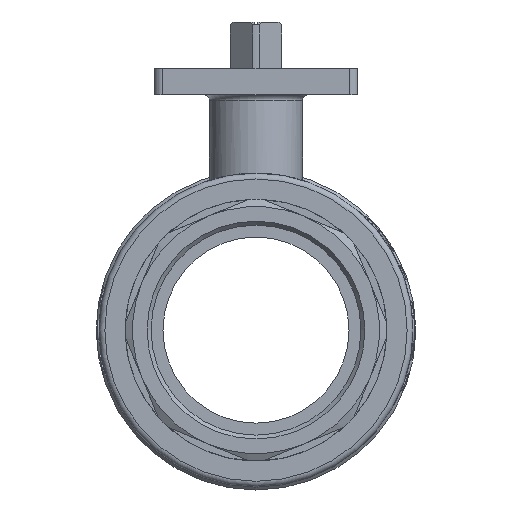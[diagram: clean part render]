
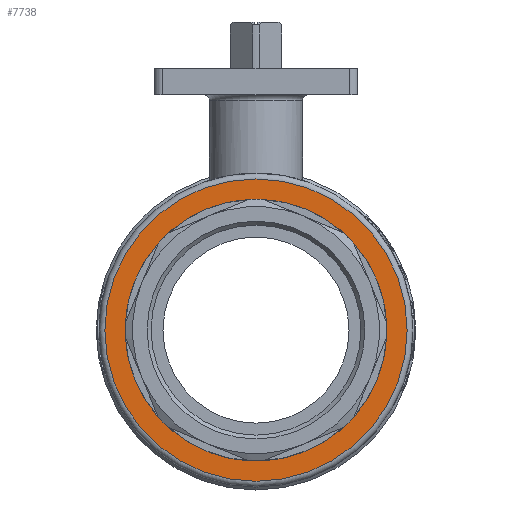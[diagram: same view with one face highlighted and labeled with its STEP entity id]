
A CAD part, left-side view. The second image highlights one B-rep face of the part: STEP entity #7738.
In plain terms, the highlighted planar face has unit normal (-1, 0, 0).
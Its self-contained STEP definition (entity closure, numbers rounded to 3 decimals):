
#1058=PLANE('',#8275);
#1642=ORIENTED_EDGE('',*,*,#3087,.F.);
#1643=ORIENTED_EDGE('',*,*,#3085,.F.);
#3085=EDGE_CURVE('',#3826,#3826,#4194,.T.);
#3087=EDGE_CURVE('',#3828,#3828,#4196,.T.);
#3826=VERTEX_POINT('',#13507);
#3828=VERTEX_POINT('',#13512);
#4194=CIRCLE('',#8273,52.);
#4196=CIRCLE('',#8276,45.);
#4506=EDGE_LOOP('',(#1642));
#4507=EDGE_LOOP('',(#1643));
#5017=FACE_BOUND('',#4506,.T.);
#5018=FACE_BOUND('',#4507,.T.);
#7738=ADVANCED_FACE('',(#5017,#5018),#1058,.F.);
#8273=AXIS2_PLACEMENT_3D('',#13506,#9288,#9289);
#8275=AXIS2_PLACEMENT_3D('',#13510,#9292,#9293);
#8276=AXIS2_PLACEMENT_3D('',#13511,#9294,#9295);
#9288=DIRECTION('',(1.,0.,0.));
#9289=DIRECTION('',(0.,0.,-1.));
#9292=DIRECTION('',(1.,0.,0.));
#9293=DIRECTION('',(0.,0.,-1.));
#9294=DIRECTION('',(-1.,0.,0.));
#9295=DIRECTION('',(0.,0.,1.));
#13506=CARTESIAN_POINT('',(-40.8,0.,0.));
#13507=CARTESIAN_POINT('',(-40.8,0.,-52.));
#13510=CARTESIAN_POINT('',(-40.8,0.,54.));
#13511=CARTESIAN_POINT('',(-40.8,0.,0.));
#13512=CARTESIAN_POINT('',(-40.8,0.,45.));
